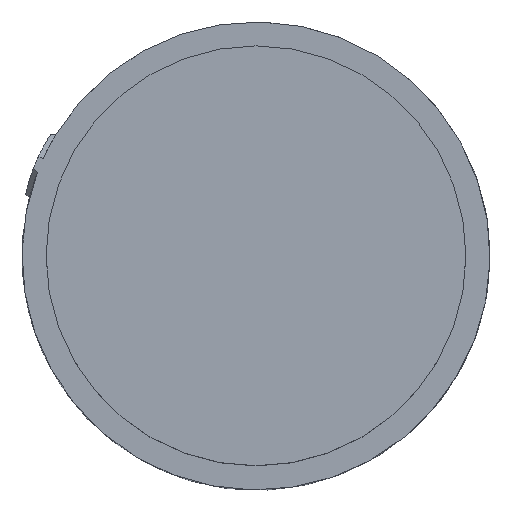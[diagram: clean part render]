
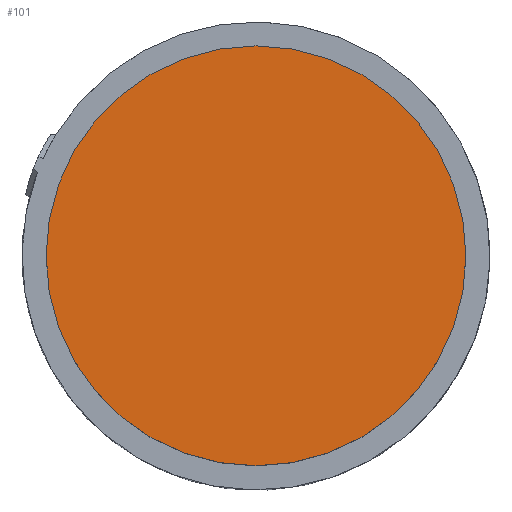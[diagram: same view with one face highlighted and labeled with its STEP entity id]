
A CAD part, top view. The second image highlights one B-rep face of the part: STEP entity #101.
In plain terms, the highlighted planar face has unit normal (0, 0, 1).
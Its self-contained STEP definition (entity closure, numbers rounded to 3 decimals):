
#101=ADVANCED_FACE('',(#121),#111,.F.);
#111=PLANE('',#285);
#121=FACE_OUTER_BOUND('',#141,.T.);
#141=EDGE_LOOP('',(#197));
#197=ORIENTED_EDGE('',*,*,#245,.T.);
#217=VERTEX_POINT('',#427);
#245=EDGE_CURVE('',#217,#217,#253,.T.);
#253=CIRCLE('',#283,31.4);
#283=AXIS2_PLACEMENT_3D('',#426,#354,#355);
#285=AXIS2_PLACEMENT_3D('',#429,#358,#359);
#354=DIRECTION('',(0.,0.,1.));
#355=DIRECTION('',(-1.,0.,0.));
#358=DIRECTION('',(0.,0.,-1.));
#359=DIRECTION('',(-1.,0.,0.));
#426=CARTESIAN_POINT('',(0.,0.,34.5));
#427=CARTESIAN_POINT('',(-31.4,0.,34.5));
#429=CARTESIAN_POINT('',(0.,-31.4,34.5));
